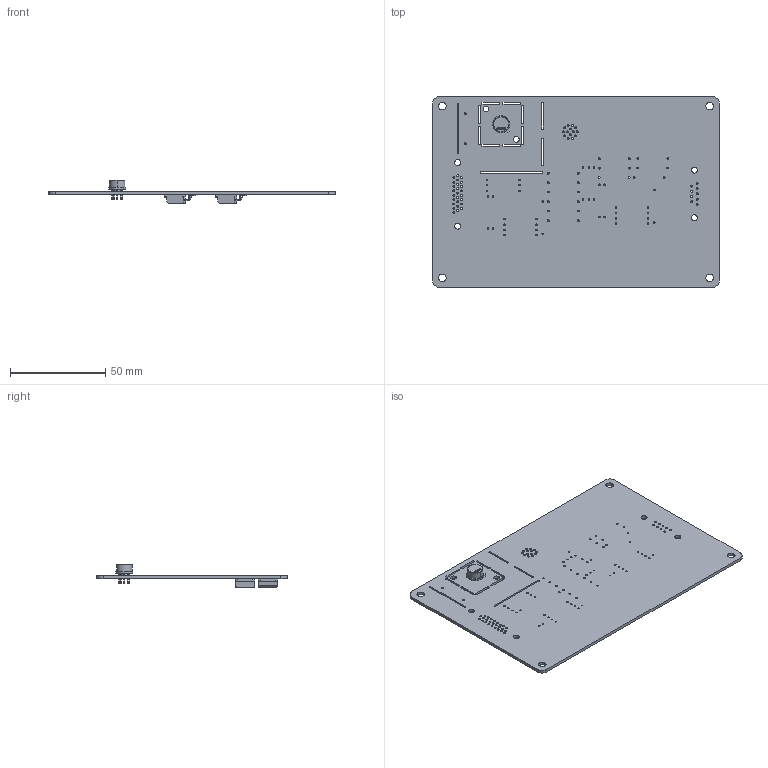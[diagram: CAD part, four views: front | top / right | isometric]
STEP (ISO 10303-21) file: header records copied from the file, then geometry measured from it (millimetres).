
FILE_DESCRIPTION(('Open CASCADE Model'),'2;1');
FILE_NAME('Open CASCADE Shape Model','2024-11-27T19:55:44',('Author'),( 'Open CASCADE'),'Open CASCADE STEP processor 7.5','Open CASCADE 7.5' ,'Unknown');
FILE_SCHEMA(('AUTOMOTIVE_DESIGN { 1 0 10303 214 1 1 1 1 }'));
Length unit declared in the file: millimetre
Products named in the file (8): Open CASCADE STEP translator 7.5 2; Open CASCADE STEP translator 7.5 3; Open CASCADE STEP translator 7.5 4; Open CASCADE STEP translator 7.5 5; Open CASCADE STEP translator 7.5 6; Open CASCADE STEP translator 7.5 7; Open CASCADE STEP translator 7.5 8; Open CASCADE STEP translator 7.5 9
Bounding box: 150 x 100 x 12.11 mm (x, y, z)
Volume: 25450 mm3; surface area: 34296 mm2
Topology: 55 solids, 55 shells, 1018 faces, 2638 edges, 1736 vertices
Faces by surface type: plane 657, cylinder 342, sphere 8, bspline 7, torus 4
Full cylindrical faces by diameter (mm): 0.8 x48, 0.914 x26, 1 x49, 3 x2, 3.15 x4, 4 x4
Entity records: 34231 total; most frequent: CARTESIAN_POINT 5488, DIRECTION 5340, ORIENTED_EDGE 5276, EDGE_CURVE 2638, LINE 1932, VECTOR 1932, VERTEX_POINT 1736, AXIS2_PLACEMENT_3D 1704
